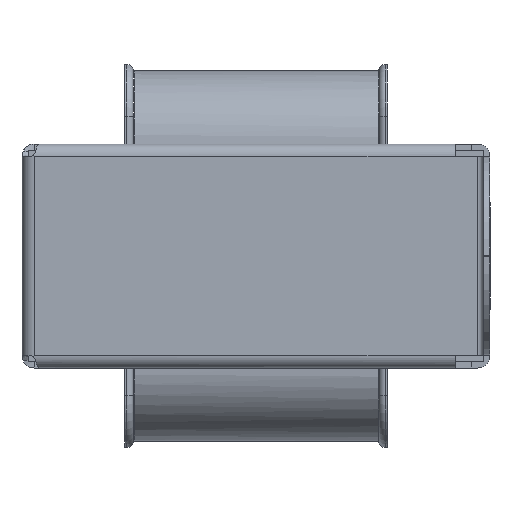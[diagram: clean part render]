
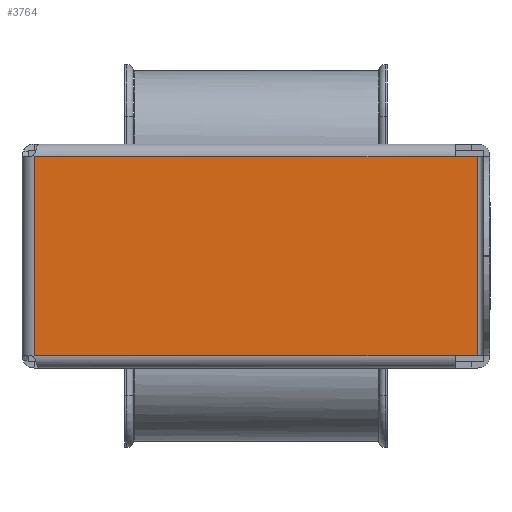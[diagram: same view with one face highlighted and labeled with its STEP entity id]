
A CAD part, left-side view. The second image highlights one B-rep face of the part: STEP entity #3764.
In plain terms, the highlighted planar face has unit normal (-1, 0, 0).
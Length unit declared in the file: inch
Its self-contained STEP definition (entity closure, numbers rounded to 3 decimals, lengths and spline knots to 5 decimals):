
#309=PLANE('',#4122);
#528=FACE_OUTER_BOUND('',#764,.T.);
#764=EDGE_LOOP('',(#3432,#3433,#3434,#3435,#3436,#3437));
#1016=LINE('',#6562,#1358);
#1057=LINE('',#6714,#1399);
#1064=LINE('',#6729,#1406);
#1081=LINE('',#6847,#1423);
#1082=LINE('',#6864,#1424);
#1102=LINE('',#6985,#1444);
#1358=VECTOR('',#4788,0.3937);
#1399=VECTOR('',#4913,0.3937);
#1406=VECTOR('',#4926,0.3937);
#1423=VECTOR('',#4985,0.3937);
#1424=VECTOR('',#5002,0.3937);
#1444=VECTOR('',#5080,0.3937);
#1808=VERTEX_POINT('',#6559);
#1809=VERTEX_POINT('',#6561);
#1848=VERTEX_POINT('',#6712);
#1853=VERTEX_POINT('',#6728);
#1865=VERTEX_POINT('',#6846);
#1866=VERTEX_POINT('',#6862);
#2265=EDGE_CURVE('',#1809,#1808,#1016,.T.);
#2329=EDGE_CURVE('',#1848,#1808,#1057,.T.);
#2336=EDGE_CURVE('',#1853,#1809,#1064,.T.);
#2366=EDGE_CURVE('',#1865,#1853,#1081,.T.);
#2372=EDGE_CURVE('',#1848,#1866,#1082,.T.);
#2406=EDGE_CURVE('',#1866,#1865,#1102,.T.);
#3432=ORIENTED_EDGE('',*,*,#2265,.T.);
#3433=ORIENTED_EDGE('',*,*,#2329,.F.);
#3434=ORIENTED_EDGE('',*,*,#2372,.T.);
#3435=ORIENTED_EDGE('',*,*,#2406,.T.);
#3436=ORIENTED_EDGE('',*,*,#2366,.T.);
#3437=ORIENTED_EDGE('',*,*,#2336,.T.);
#3764=ADVANCED_FACE('',(#528),#309,.T.);
#4122=AXIS2_PLACEMENT_3D('',#6986,#5081,#5082);
#4788=DIRECTION('',(0.,0.,1.));
#4913=DIRECTION('',(0.,-1.,0.));
#4926=DIRECTION('',(0.,-1.,0.));
#4985=DIRECTION('',(0.,-1.,0.));
#5002=DIRECTION('',(0.,1.,0.));
#5080=DIRECTION('',(0.,0.,-1.));
#5081=DIRECTION('center_axis',(-1.,0.,0.));
#5082=DIRECTION('ref_axis',(0.,0.,
1.));
#6559=CARTESIAN_POINT('',(-1.34971,-2.1575,0.47931));
#6561=CARTESIAN_POINT('',(-1.34971,-2.1575,-0.47631));
#6562=CARTESIAN_POINT('',(-1.34971,-2.1575,-0.23741));
#6712=CARTESIAN_POINT('',(-1.34971,-2.05,0.47931));
#6714=CARTESIAN_POINT('',(-1.34971,-2.05,0.47931));
#6728=CARTESIAN_POINT('',(-1.34971,-2.05,-0.47631));
#6729=CARTESIAN_POINT('',(-1.34971,-2.05,-0.47631));
#6846=CARTESIAN_POINT('',(-1.34971,-0.03,-0.47631));
#6847=CARTESIAN_POINT('',(-1.34971,-1.56255,-0.47631));
#6862=CARTESIAN_POINT('',(-1.34971,-0.03,0.47931));
#6864=CARTESIAN_POINT('',(-1.34971,-0.55255,0.47931));
#6985=CARTESIAN_POINT('',(-1.34971,-0.03,0.0015));
#6986=CARTESIAN_POINT('Origin',(-1.34971,-1.07509,0.0015));
